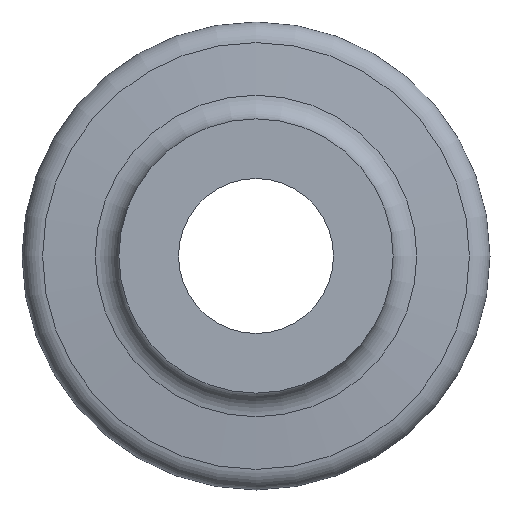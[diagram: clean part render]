
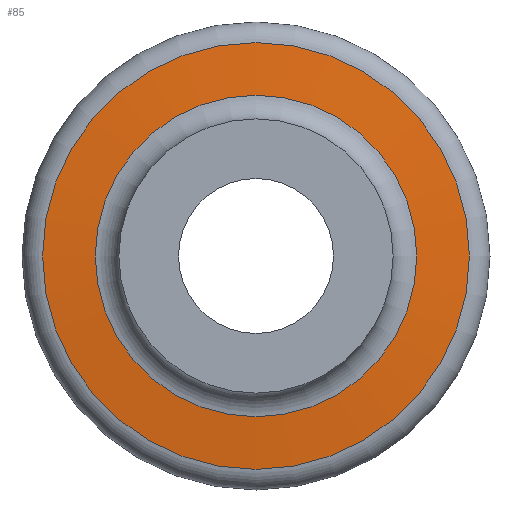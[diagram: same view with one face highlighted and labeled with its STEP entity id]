
A CAD part, front view. The second image highlights one B-rep face of the part: STEP entity #85.
In plain terms, the highlighted conical face has half-angle 85 degrees and reference radius 2.49 mm.
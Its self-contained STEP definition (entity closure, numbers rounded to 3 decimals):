
#71=CONICAL_SURFACE('',#373,2.49,85.);
#85=ADVANCED_FACE('',(#124,#125),#71,.T.);
#124=FACE_BOUND('',#178,.T.);
#125=FACE_BOUND('',#179,.T.);
#178=EDGE_LOOP('',(#232));
#179=EDGE_LOOP('',(#233));
#232=ORIENTED_EDGE('',*,*,#313,.T.);
#233=ORIENTED_EDGE('',*,*,#311,.F.);
#284=VERTEX_POINT('',#547);
#286=VERTEX_POINT('',#552);
#311=EDGE_CURVE('',#284,#284,#338,.T.);
#313=EDGE_CURVE('',#286,#286,#340,.T.);
#338=CIRCLE('',#369,2.49);
#340=CIRCLE('',#372,3.306);
#369=AXIS2_PLACEMENT_3D('',#546,#436,#437);
#372=AXIS2_PLACEMENT_3D('',#551,#442,#443);
#373=AXIS2_PLACEMENT_3D('',#553,#444,#445);
#436=DIRECTION('',(0.,-1.,0.));
#437=DIRECTION('',(0.,0.,-1.));
#442=DIRECTION('',(0.,-1.,0.));
#443=DIRECTION('',(0.,0.,-1.));
#444=DIRECTION('',(0.,1.,0.));
#445=DIRECTION('',(0.,0.,1.));
#546=CARTESIAN_POINT('',(0.,3.401,0.));
#547=CARTESIAN_POINT('',(0.,3.401,-2.49));
#551=CARTESIAN_POINT('',(0.,3.472,0.));
#552=CARTESIAN_POINT('',(0.,3.472,-3.306));
#553=CARTESIAN_POINT('',(0.,3.401,0.));
